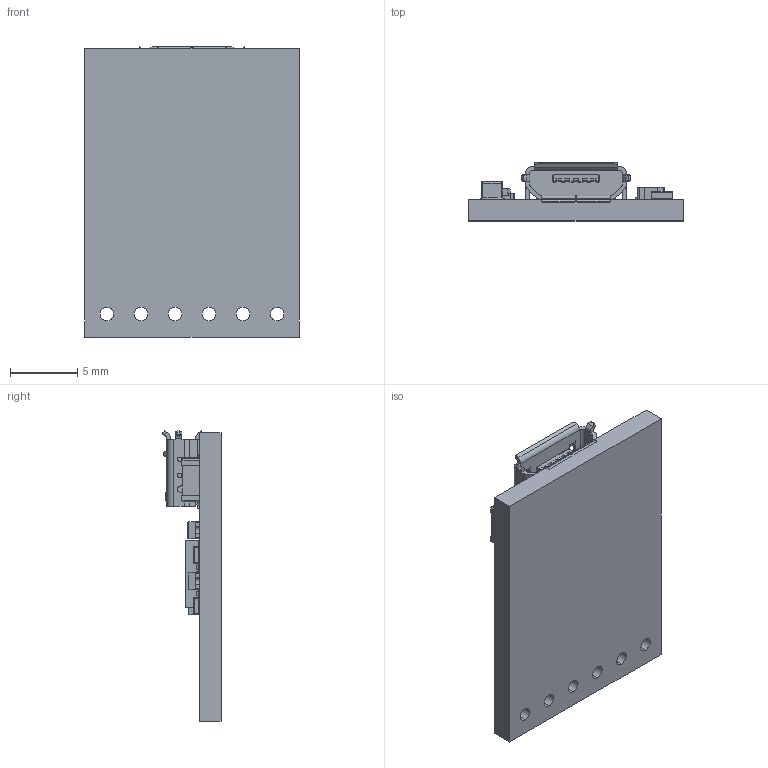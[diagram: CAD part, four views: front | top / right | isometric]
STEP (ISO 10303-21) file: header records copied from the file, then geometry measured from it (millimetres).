
FILE_DESCRIPTION (( 'STEP AP214' ), '1' );
FILE_NAME ('CP2102-BOARD.STEP', '2018-05-07T20:12:11', ( 'hah' ), ( '' ), 'SwSTEP 2.0', 'SolidWorks 2016', '' );
FILE_SCHEMA (( 'AUTOMOTIVE_DESIGN' ));
Length unit declared in the file: millimetre
Products named in the file (9): R-1206; C-1206; C-0805; R-0805; BL-LS0805UWC___ _________; QFN-28 5x5mm; Micro USB-B Female 5Pin SMD; CP2102-PLQ-V1; CP2102-BOARD
Assembly tree (13 placements, depth 2):
  CP2102-BOARD
    CP2102-PLQ-V1
    Micro USB-B Female 5Pin SMD
    QFN-28 5x5mm
    BL-LS0805UWC___ _________  x3
    R-0805  x3
    C-0805  x2
    C-1206
    R-1206
Bounding box: 16 x 4.33 x 21.61 mm (x, y, z)
Volume: 635.3 mm3; surface area: 1427.5 mm2
Topology: 91 solids, 91 shells, 1437 faces, 3774 edges, 2546 vertices
Faces by surface type: plane 1090, cylinder 296, bspline 51
Entity records: 39551 total; most frequent: CARTESIAN_POINT 7892, ORIENTED_EDGE 6376, DIRECTION 5934, EDGE_CURVE 3188, VECTOR 2466, LINE 2466, VERTEX_POINT 2128, AXIS2_PLACEMENT_3D 1734
